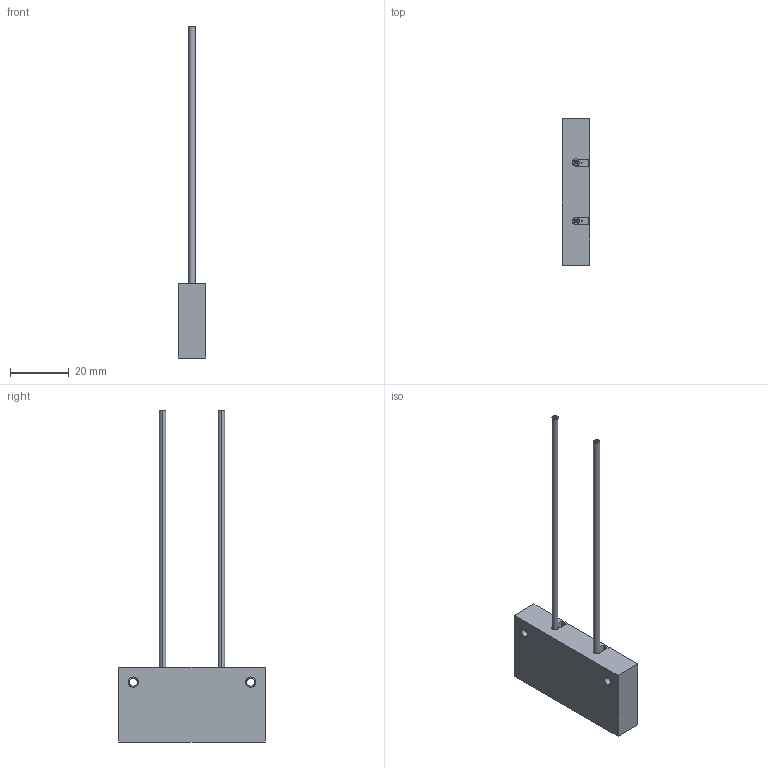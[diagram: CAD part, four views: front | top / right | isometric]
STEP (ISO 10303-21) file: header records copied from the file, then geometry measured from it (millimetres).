
FILE_DESCRIPTION((''),'2;1');
FILE_NAME('193413_ASM','2016-02-17T',('pdmadmin'),(''),'PRO/ENGINEER BY PARAMETRIC TECHNOLOGY CORPORATION, 2013230','PRO/ENGINEER BY PARAMETRIC TECHNOLOGY CORPORATION, 2013230','');
FILE_SCHEMA(('CONFIG_CONTROL_DESIGN'));
Length unit declared in the file: inch
Products named in the file (6): 115171; 10143; FIBER_CORE_-25_010; 71764_ASM; 71764_POTTING; 193413_ASM
Assembly tree (6 placements, depth 3):
  193413_ASM
    71764_ASM
      115171
      10143  x2
      FIBER_CORE_-25_010
    71764_POTTING
Bounding box: 9.53 x 50.01 x 113.06 mm (x, y, z)
Volume: 8326.8 mm3; surface area: 10720.4 mm2
Topology: 19 solids, 21 shells, 276 faces, 673 edges, 448 vertices
Faces by surface type: cylinder 152, plane 124
Entity records: 6460 total; most frequent: DIRECTION 1177, CARTESIAN_POINT 1129, ORIENTED_EDGE 1002, EDGE_CURVE 505, AXIS2_PLACEMENT_3D 467, VERTEX_POINT 336, EDGE_LOOP 273, CIRCLE 252
